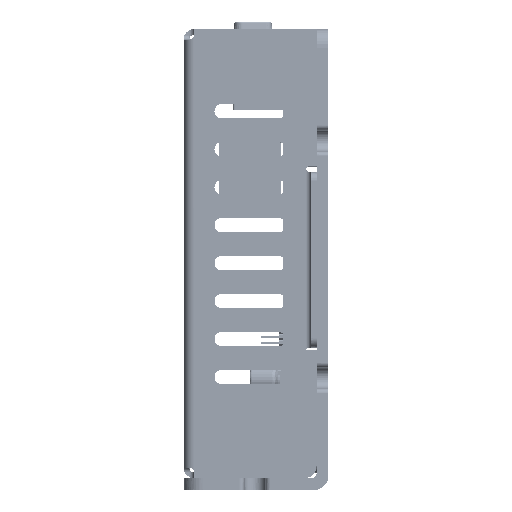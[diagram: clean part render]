
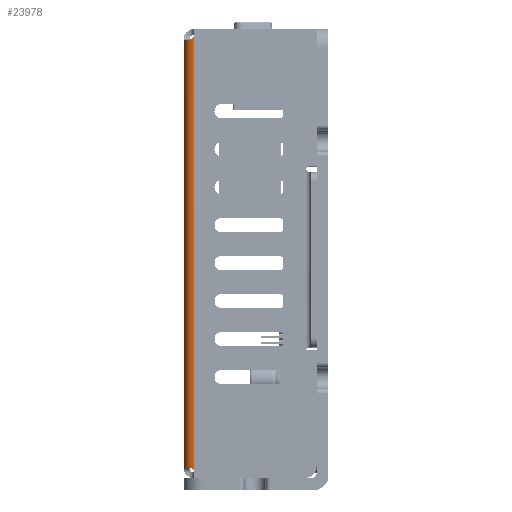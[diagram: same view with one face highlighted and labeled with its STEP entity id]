
A CAD part, left-side view. The second image highlights one B-rep face of the part: STEP entity #23978.
In plain terms, the highlighted cylindrical face has radius 2.2 mm (diameter 4.4 mm), a partial arc.
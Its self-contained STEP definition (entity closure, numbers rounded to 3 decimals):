
#12934 = EDGE_CURVE ( 'NONE', #257328, #247479, #163709, .T. ) ;
#13058 = EDGE_CURVE ( 'NONE', #48614, #116980, #236594, .T. ) ;
#17994 = ORIENTED_EDGE ( 'NONE', *, *, #12934, .T. ) ;
#21164 = VERTEX_POINT ( 'NONE', #80791 ) ;
#21449 = CARTESIAN_POINT ( 'NONE',  ( -81.165, 28.701, 46.489 ) ) ;
#23978 = ADVANCED_FACE ( 'NONE', ( #91814 ), #69670, .T. ) ;
#29792 = VERTEX_POINT ( 'NONE', #192199 ) ;
#31164 = EDGE_CURVE ( 'NONE', #247479, #83047, #56321, .T. ) ;
#34881 = DIRECTION ( 'NONE',  ( 0., 1., 0. ) ) ;
#36706 = CARTESIAN_POINT ( 'NONE',  ( -79.877, 30.322, -43.9 ) ) ;
#44584 = EDGE_CURVE ( 'NONE', #109014, #29792, #160608, .T. ) ;
#48614 = VERTEX_POINT ( 'NONE', #94104 ) ;
#52953 = CARTESIAN_POINT ( 'NONE',  ( -81.073, 29.046, -43.924 ) ) ;
#54794 = ORIENTED_EDGE ( 'NONE', *, *, #171791, .T. ) ;
#56321 = B_SPLINE_CURVE_WITH_KNOTS ( 'NONE', 3,
 ( #244695, #119864, #182330, #121240, #36706, #205868 ),
 .UNSPECIFIED., .F., .F.,
 ( 4, 2, 4 ),
 ( 0., 0., 0.001 ),
 .UNSPECIFIED. ) ;
#57586 = CARTESIAN_POINT ( 'NONE',  ( -81.071, 29.054, 46.322 ) ) ;
#61676 = CARTESIAN_POINT ( 'NONE',  ( -81.2, 28.3, 47.3 ) ) ;
#64791 = CARTESIAN_POINT ( 'NONE',  ( -79., 30.5, 46.3 ) ) ;
#69670 = CYLINDRICAL_SURFACE ( 'NONE', #150332, 2.2 ) ;
#70996 = CARTESIAN_POINT ( 'NONE',  ( -79., 28.3, 46.3 ) ) ;
#78133 = EDGE_LOOP ( 'NONE', ( #124302, #270244, #123332, #243409, #179276, #17994, #137265, #54794, #130042, #261961 ) ) ;
#78402 = CARTESIAN_POINT ( 'NONE',  ( -79.877, 30.322, 46.3 ) ) ;
#80099 = CARTESIAN_POINT ( 'NONE',  ( -79.293, 30.48, 46.593 ) ) ;
#80791 = CARTESIAN_POINT ( 'NONE',  ( -80.96, 29.3, -43.9 ) ) ;
#83047 = VERTEX_POINT ( 'NONE', #187201 ) ;
#83755 = DIRECTION ( 'NONE',  ( 0., 0., -1. ) ) ;
#84319 = CARTESIAN_POINT ( 'NONE',  ( -81.2, 28.3, -44.9 ) ) ;
#91814 = FACE_OUTER_BOUND ( 'NONE', #78133, .T. ) ;
#94104 = CARTESIAN_POINT ( 'NONE',  ( -79., 30.5, 46.3 ) ) ;
#95064 = CARTESIAN_POINT ( 'NONE',  ( -79.75, 30.372, 46.323 ) ) ;
#95916 = CARTESIAN_POINT ( 'NONE',  ( -81.144, 28.808, -44.02 ) ) ;
#98895 = DIRECTION ( 'NONE',  ( 0., 1., 0. ) ) ;
#101614 = VERTEX_POINT ( 'NONE', #271420 ) ;
#103250 = CARTESIAN_POINT ( 'NONE',  ( -81.021, 29.18, 46.3 ) ) ;
#109014 = VERTEX_POINT ( 'NONE', #84319 ) ;
#112690 = CARTESIAN_POINT ( 'NONE',  ( -79.293, 30.48, 46.593 ) ) ;
#114921 = CARTESIAN_POINT ( 'NONE',  ( -81.2, 28.3, 46.3 ) ) ;
#116980 = VERTEX_POINT ( 'NONE', #112690 ) ;
#119011 = DIRECTION ( 'NONE',  ( 0., 0., 1. ) ) ;
#119864 = CARTESIAN_POINT ( 'NONE',  ( -79.39, 30.467, -44.096 ) ) ;
#121240 = CARTESIAN_POINT ( 'NONE',  ( -79.749, 30.372, -43.923 ) ) ;
#123332 = ORIENTED_EDGE ( 'NONE', *, *, #176482, .T. ) ;
#123783 = DIRECTION ( 'NONE',  ( 0., 0., 1. ) ) ;
#124302 = ORIENTED_EDGE ( 'NONE', *, *, #127814, .T. ) ;
#126793 = CARTESIAN_POINT ( 'NONE',  ( -81.2, 28.3, 47.165 ) ) ;
#127814 = EDGE_CURVE ( 'NONE', #29792, #101614, #240361, .T. ) ;
#130042 = ORIENTED_EDGE ( 'NONE', *, *, #146326, .T. ) ;
#133792 = VECTOR ( 'NONE', #263076, 1000. ) ;
#136992 = CARTESIAN_POINT ( 'NONE',  ( -79.196, 30.493, -44.096 ) ) ;
#137265 = ORIENTED_EDGE ( 'NONE', *, *, #31164, .T. ) ;
#140240 = CARTESIAN_POINT ( 'NONE',  ( -81.2, 28.3, -44.763 ) ) ;
#140988 = LINE ( 'NONE', #221499, #133792 ) ;
#141905 = EDGE_CURVE ( 'NONE', #257328, #48614, #140988, .T. ) ;
#143512 = CARTESIAN_POINT ( 'NONE',  ( -79.505, 30.445, 46.421 ) ) ;
#146326 = EDGE_CURVE ( 'NONE', #21164, #109014, #201166, .T. ) ;
#149353 = CARTESIAN_POINT ( 'NONE',  ( -79.196, 30.493, 46.496 ) ) ;
#150332 = AXIS2_PLACEMENT_3D ( 'NONE', #70996, #162419, #34881 ) ;
#150871 = B_SPLINE_CURVE_WITH_KNOTS ( 'NONE', 3,
 ( #182455, #78402, #95064, #143512, #265591, #268370 ),
 .UNSPECIFIED., .F., .F.,
 ( 4, 2, 4 ),
 ( 0., 0., 0.001 ),
 .UNSPECIFIED. ) ;
#157183 = VECTOR ( 'NONE', #119011, 1000. ) ;
#160608 = LINE ( 'NONE', #114921, #157183 ) ;
#161039 = CARTESIAN_POINT ( 'NONE',  ( -80.96, 29.3, -43.9 ) ) ;
#162419 = DIRECTION ( 'NONE',  ( 0., 0., -1. ) ) ;
#163709 =( BOUNDED_CURVE ( )  B_SPLINE_CURVE ( 3, ( #263194, #247897, #136992, #224384 ),
 .UNSPECIFIED., .F., .T. ) 
 B_SPLINE_CURVE_WITH_KNOTS ( ( 4, 4 ),
 ( 4.712, 4.846 ),
 .UNSPECIFIED. ) 
 CURVE ( )  GEOMETRIC_REPRESENTATION_ITEM ( )  RATIONAL_B_SPLINE_CURVE ( ( 1., 0.999, 0.999, 1. ) ) 
 REPRESENTATION_ITEM ( '' )  );
#165827 = CARTESIAN_POINT ( 'NONE',  ( -79., 30.5, -43.9 ) ) ;
#168458 = CARTESIAN_POINT ( 'NONE',  ( -80., 30.26, 46.3 ) ) ;
#171791 = EDGE_CURVE ( 'NONE', #83047, #21164, #266194, .T. ) ;
#176482 = EDGE_CURVE ( 'NONE', #221945, #116980, #150871, .T. ) ;
#179276 = ORIENTED_EDGE ( 'NONE', *, *, #141905, .F. ) ;
#180549 = CARTESIAN_POINT ( 'NONE',  ( -81.165, 28.701, -44.088 ) ) ;
#182330 = CARTESIAN_POINT ( 'NONE',  ( -79.505, 30.445, -44.021 ) ) ;
#182455 = CARTESIAN_POINT ( 'NONE',  ( -80., 30.26, 46.3 ) ) ;
#185182 = CARTESIAN_POINT ( 'NONE',  ( -81.197, 28.432, 46.786 ) ) ;
#187201 = CARTESIAN_POINT ( 'NONE',  ( -80., 30.26, -43.9 ) ) ;
#187819 = CARTESIAN_POINT ( 'NONE',  ( -79., 28.3, 46.3 ) ) ;
#191378 = EDGE_CURVE ( 'NONE', #101614, #221945, #266935, .T. ) ;
#192199 = CARTESIAN_POINT ( 'NONE',  ( -81.2, 28.3, 47.3 ) ) ;
#201166 = B_SPLINE_CURVE_WITH_KNOTS ( 'NONE', 3,
 ( #161039, #242917, #52953, #95916, #180549, #265058, #244270, #245662, #140240, #224869 ),
 .UNSPECIFIED., .F., .F.,
 ( 4, 2, 2, 2, 4 ),
 ( 0., 0.25, 0.5, 0.75, 1. ),
 .UNSPECIFIED. ) ;
#205868 = CARTESIAN_POINT ( 'NONE',  ( -80., 30.26, -43.9 ) ) ;
#207315 = CARTESIAN_POINT ( 'NONE',  ( -81.2, 28.327, 47.032 ) ) ;
#209558 = AXIS2_PLACEMENT_3D ( 'NONE', #187819, #83755, #211346 ) ;
#211346 = DIRECTION ( 'NONE',  ( 0., 1., 0. ) ) ;
#221499 = CARTESIAN_POINT ( 'NONE',  ( -79., 30.5, 1.2 ) ) ;
#221945 = VERTEX_POINT ( 'NONE', #168458 ) ;
#224384 = CARTESIAN_POINT ( 'NONE',  ( -79.293, 30.48, -44.193 ) ) ;
#224869 = CARTESIAN_POINT ( 'NONE',  ( -81.2, 28.3, -44.9 ) ) ;
#226747 = CARTESIAN_POINT ( 'NONE',  ( -81.142, 28.815, 46.416 ) ) ;
#227916 = CARTESIAN_POINT ( 'NONE',  ( -79.293, 30.48, -44.193 ) ) ;
#230826 = CARTESIAN_POINT ( 'NONE',  ( -80.96, 29.3, 46.3 ) ) ;
#236594 =( BOUNDED_CURVE ( )  B_SPLINE_CURVE ( 3, ( #64791, #270077, #149353, #80099 ),
 .UNSPECIFIED., .F., .T. ) 
 B_SPLINE_CURVE_WITH_KNOTS ( ( 4, 4 ),
 ( 4.712, 4.846 ),
 .UNSPECIFIED. ) 
 CURVE ( )  GEOMETRIC_REPRESENTATION_ITEM ( )  RATIONAL_B_SPLINE_CURVE ( ( 1., 0.999, 0.999, 1. ) ) 
 REPRESENTATION_ITEM ( '' )  );
#240361 = B_SPLINE_CURVE_WITH_KNOTS ( 'NONE', 3,
 ( #61676, #126793, #207315, #185182, #247538, #21449, #226747, #57586, #103250, #230826 ),
 .UNSPECIFIED., .F., .F.,
 ( 4, 2, 2, 2, 4 ),
 ( 0., 0., 0.001, 0.001, 0.002 ),
 .UNSPECIFIED. ) ;
#242917 = CARTESIAN_POINT ( 'NONE',  ( -81.025, 29.172, -43.9 ) ) ;
#243409 = ORIENTED_EDGE ( 'NONE', *, *, #13058, .F. ) ;
#244270 = CARTESIAN_POINT ( 'NONE',  ( -81.197, 28.435, -44.38 ) ) ;
#244695 = CARTESIAN_POINT ( 'NONE',  ( -79.293, 30.48, -44.193 ) ) ;
#245662 = CARTESIAN_POINT ( 'NONE',  ( -81.2, 28.327, -44.631 ) ) ;
#247479 = VERTEX_POINT ( 'NONE', #227916 ) ;
#247538 = CARTESIAN_POINT ( 'NONE',  ( -81.192, 28.51, 46.673 ) ) ;
#247897 = CARTESIAN_POINT ( 'NONE',  ( -79.098, 30.5, -43.998 ) ) ;
#248625 = AXIS2_PLACEMENT_3D ( 'NONE', #248629, #123783, #98895 ) ;
#248629 = CARTESIAN_POINT ( 'NONE',  ( -79., 28.3, -43.9 ) ) ;
#257328 = VERTEX_POINT ( 'NONE', #165827 ) ;
#261961 = ORIENTED_EDGE ( 'NONE', *, *, #44584, .T. ) ;
#263076 = DIRECTION ( 'NONE',  ( 0., 0., 1. ) ) ;
#263194 = CARTESIAN_POINT ( 'NONE',  ( -79., 30.5, -43.9 ) ) ;
#265058 = CARTESIAN_POINT ( 'NONE',  ( -81.192, 28.509, -44.273 ) ) ;
#265591 = CARTESIAN_POINT ( 'NONE',  ( -79.39, 30.467, 46.496 ) ) ;
#266194 = CIRCLE ( 'NONE', #248625, 2.2 ) ;
#266935 = CIRCLE ( 'NONE', #209558, 2.2 ) ;
#268370 = CARTESIAN_POINT ( 'NONE',  ( -79.293, 30.48, 46.593 ) ) ;
#270077 = CARTESIAN_POINT ( 'NONE',  ( -79.098, 30.5, 46.398 ) ) ;
#270244 = ORIENTED_EDGE ( 'NONE', *, *, #191378, .T. ) ;
#271420 = CARTESIAN_POINT ( 'NONE',  ( -80.96, 29.3, 46.3 ) ) ;
